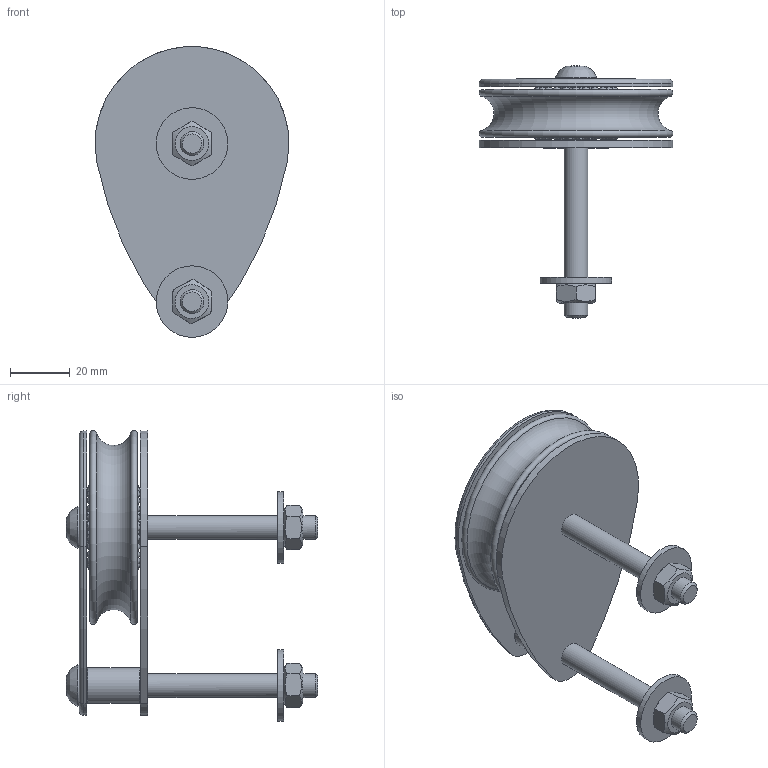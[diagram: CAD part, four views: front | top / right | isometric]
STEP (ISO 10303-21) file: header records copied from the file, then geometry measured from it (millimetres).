
FILE_DESCRIPTION(/* description */ (''),/* implementation_level */ '2;1');
FILE_NAME(/* name */ 'S0611.stp',/* time_stamp */ '2020-01-05T11:27:00+01:00',/* author */ ('francesca'),/* organization */ (''),/* preprocessor_version */ 'ST-DEVELOPER v16.5',/* originating_system */ 'Autodesk Inventor 2017',/* authorisation */ '');
FILE_SCHEMA (('CONFIG_CONTROL_DESIGN'));
Length unit declared in the file: millimetre
Products named in the file (1): 17111003
Bounding box: 65 x 84.4 x 97.5 mm (x, y, z)
Volume: 72212.6 mm3; surface area: 34787.1 mm2
Topology: 1 solids, 1 shells, 170 faces, 323 edges, 221 vertices
Faces by surface type: sphere 48, plane 44, torus 29, cylinder 27, cone 20, bspline 2
Full cylindrical faces by diameter (mm): 8 x4, 8.4 x2, 11 x8, 12 x3, 24 x2
Entity records: 4030 total; most frequent: CARTESIAN_POINT 785, DIRECTION 706, ORIENTED_EDGE 500, AXIS2_PLACEMENT_3D 337, EDGE_LOOP 318, EDGE_CURVE 250, VERTEX_POINT 212, FACE_OUTER_BOUND 170
